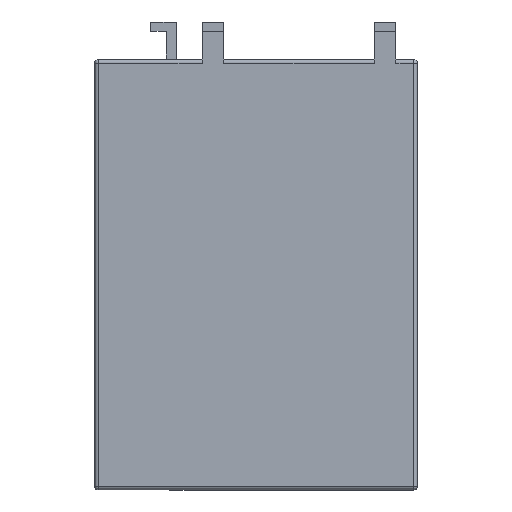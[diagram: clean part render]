
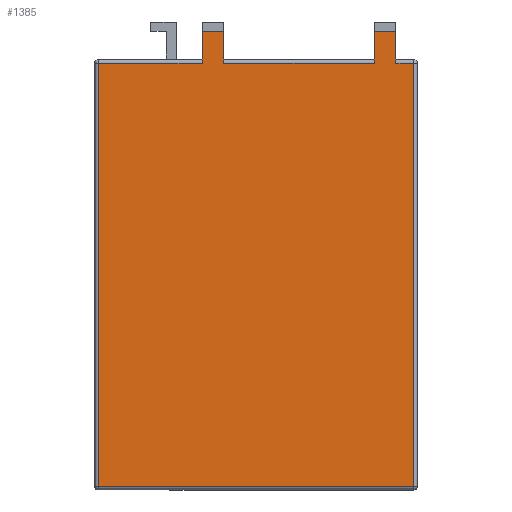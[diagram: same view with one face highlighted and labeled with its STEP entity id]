
A CAD part, top view. The second image highlights one B-rep face of the part: STEP entity #1385.
In plain terms, the highlighted planar face has unit normal (0, 0, 1).
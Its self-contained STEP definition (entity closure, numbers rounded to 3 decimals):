
#556=CARTESIAN_POINT('POINT44',(-44.5,59.5,0.));
#557=VERTEX_POINT('VERTEX44',#556);
#598=CARTESIAN_POINT('POINT47',(-0.5,59.5,0.));
#599=VERTEX_POINT('VERTEX47',#598);
#884=CARTESIAN_POINT('POINT57',(-30.,59.5,0.));
#885=VERTEX_POINT('VERTEX57',#884);
#886=CARTESIAN_POINT('POS110',(-44.5,59.5,0.));
#887=DIRECTION('DIR158',(1.,0.,0.));
#888=VECTOR('VEC62',#887,1.);
#889=LINE('STRAIGHT62',#886,#888);
#890=EDGE_CURVE('EDGE83',#557,#885,#889,.T.);
#908=CARTESIAN_POINT('POINT58',(-30.,63.95,0.));
#909=VERTEX_POINT('VERTEX58',#908);
#910=CARTESIAN_POINT('POS113',(-30.,0.,0.));
#911=DIRECTION('DIR163',(0.,1.,0.));
#912=VECTOR('VEC63',#911,1.);
#913=LINE('STRAIGHT63',#910,#912);
#914=EDGE_CURVE('EDGE85',#909,#885,#913,.F.);
#934=CARTESIAN_POINT('POINT59',(-27.,63.95,0.));
#935=VERTEX_POINT('VERTEX59',#934);
#936=CARTESIAN_POINT('POS116',(-37.5,63.95,0.));
#937=DIRECTION('DIR167',(1.,0.,0.));
#938=VECTOR('VEC65',#937,1.);
#939=LINE('STRAIGHT65',#936,#938);
#940=EDGE_CURVE('EDGE87',#909,#935,#939,.T.);
#962=CARTESIAN_POINT('POINT60',(-27.,59.5,0.));
#963=VERTEX_POINT('VERTEX60',#962);
#964=CARTESIAN_POINT('POS119',(-27.,0.,0.));
#965=DIRECTION('DIR171',(0.,1.,0.));
#966=VECTOR('VEC67',#965,1.);
#967=LINE('STRAIGHT67',#964,#966);
#968=EDGE_CURVE('EDGE89',#935,#963,#967,.F.);
#986=CARTESIAN_POINT('POINT61',(-6.,59.5,0.));
#987=VERTEX_POINT('VERTEX61',#986);
#988=CARTESIAN_POINT('POS122',(-44.5,59.5,0.));
#989=DIRECTION('DIR176',(1.,0.,0.));
#990=VECTOR('VEC68',#989,1.);
#991=LINE('STRAIGHT68',#988,#990);
#992=EDGE_CURVE('EDGE91',#963,#987,#991,.T.);
#1012=CARTESIAN_POINT('POINT62',(-6.,63.95,0.));
#1013=VERTEX_POINT('VERTEX62',#1012);
#1014=CARTESIAN_POINT('POS125',(-6.,0.,0.));
#1015=DIRECTION('DIR181',(0.,1.,0.));
#1016=VECTOR('VEC69',#1015,1.);
#1017=LINE('STRAIGHT69',#1014,#1016);
#1018=EDGE_CURVE('EDGE93',#1013,#987,#1017,.F.);
#1038=CARTESIAN_POINT('POINT63',(-3.,63.95,0.));
#1039=VERTEX_POINT('VERTEX63',#1038);
#1040=CARTESIAN_POINT('POS128',(-25.5,63.95,0.));
#1041=DIRECTION('DIR185',(1.,0.,0.));
#1042=VECTOR('VEC71',#1041,1.);
#1043=LINE('STRAIGHT71',#1040,#1042);
#1044=EDGE_CURVE('EDGE95',#1013,#1039,#1043,.T.);
#1066=CARTESIAN_POINT('POINT64',(-3.,59.5,0.));
#1067=VERTEX_POINT('VERTEX64',#1066);
#1068=CARTESIAN_POINT('POS131',(-3.,0.,0.));
#1069=DIRECTION('DIR189',(0.,1.,0.));
#1070=VECTOR('VEC73',#1069,1.);
#1071=LINE('STRAIGHT73',#1068,#1070);
#1072=EDGE_CURVE('EDGE97',#1039,#1067,#1071,.F.);
#1090=CARTESIAN_POINT('POS134',(-44.5,59.5,0.));
#1091=DIRECTION('DIR194',(1.,0.,0.));
#1092=VECTOR('VEC74',#1091,1.);
#1093=LINE('STRAIGHT74',#1090,#1092);
#1094=EDGE_CURVE('EDGE99',#1067,#599,#1093,.T.);
#1116=CARTESIAN_POINT('POINT66',(-44.5,0.5,0.));
#1117=VERTEX_POINT('VERTEX66',#1116);
#1125=CARTESIAN_POINT('POS138',(-44.5,0.,0.));
#1126=DIRECTION('DIR200',(0.,-1.,0.));
#1127=VECTOR('VEC76',#1126,1.);
#1128=LINE('STRAIGHT76',#1125,#1127);
#1129=EDGE_CURVE('EDGE102',#1117,#557,#1128,.F.);
#1140=CARTESIAN_POINT('POINT67',(-0.5,0.5,0.));
#1141=VERTEX_POINT('VERTEX67',#1140);
#1142=CARTESIAN_POINT('POS140',(-0.5,0.,0.));
#1143=DIRECTION('DIR203',(0.,-1.,0.));
#1144=VECTOR('VEC77',#1143,1.);
#1145=LINE('STRAIGHT77',#1142,#1144);
#1146=EDGE_CURVE('EDGE103',#1141,#599,#1145,.F.);
#1361=ORIENTED_EDGE('COEDGE214',*,*,#1129,.F.);
#1362=CARTESIAN_POINT('POS166',(-44.5,0.5,0.));
#1363=DIRECTION('DIR247',(-1.,0.,0.));
#1364=VECTOR('VEC85',#1363,1.);
#1365=LINE('STRAIGHT85',#1362,#1364);
#1366=EDGE_CURVE('EDGE120',#1117,#1141,#1365,.F.);
#1367=ORIENTED_EDGE('COEDGE215',*,*,#1366,.T.);
#1368=ORIENTED_EDGE('COEDGE216',*,*,#1146,.T.);
#1369=ORIENTED_EDGE('COEDGE217',*,*,#1094,.F.);
#1370=ORIENTED_EDGE('COEDGE218',*,*,#1072,.F.);
#1371=ORIENTED_EDGE('COEDGE219',*,*,#1044,.F.);
#1372=ORIENTED_EDGE('COEDGE220',*,*,#1018,.T.);
#1373=ORIENTED_EDGE('COEDGE221',*,*,#992,.F.);
#1374=ORIENTED_EDGE('COEDGE222',*,*,#968,.F.);
#1375=ORIENTED_EDGE('COEDGE223',*,*,#940,.F.);
#1376=ORIENTED_EDGE('COEDGE224',*,*,#914,.T.);
#1377=ORIENTED_EDGE('COEDGE225',*,*,#890,.F.);
#1378=EDGE_LOOP('NONE',(#1361,#1367,#1368,#1369,#1370,#1371,#1372,#1373,
   #1374,#1375,#1376,#1377));
#1379=FACE_BOUND('LOOP1',#1378,.T.);
#1380=CARTESIAN_POINT('POS167',(-45.,0.,0.));
#1381=DIRECTION('DIR248',(0.,0.,1.));
#1382=DIRECTION('DIR249',(1.,0.,0.));
#1383=AXIS2_PLACEMENT_3D('AXIS82',#1380,#1381,#1382);
#1384=PLANE('PLANE24',#1383);
#1385=ADVANCED_FACE('FACE48',(#1379),#1384,.T.);
